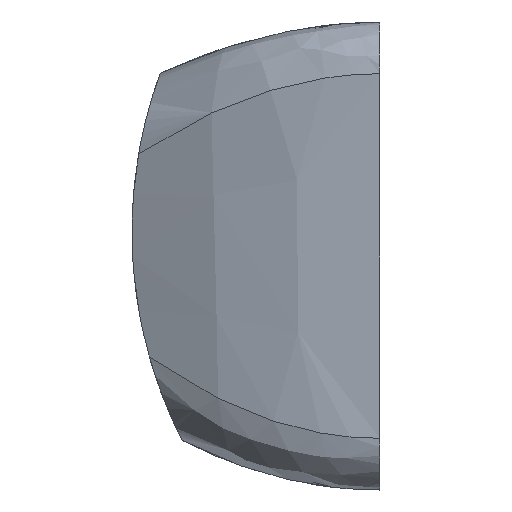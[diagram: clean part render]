
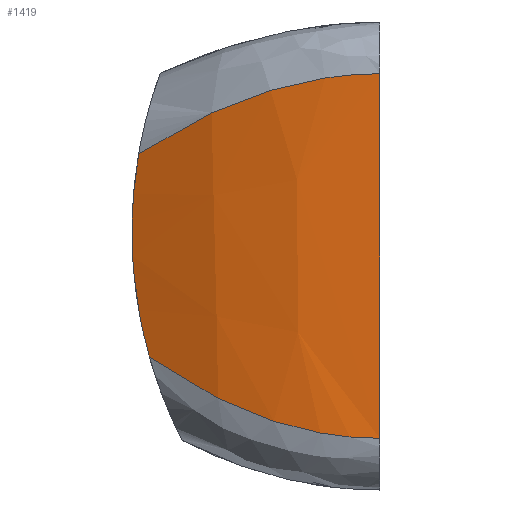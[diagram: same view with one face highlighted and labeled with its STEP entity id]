
A CAD part, left-side view. The second image highlights one B-rep face of the part: STEP entity #1419.
In plain terms, the highlighted free-form (B-spline) face has degree [3, 3] with [4, 4] control points.
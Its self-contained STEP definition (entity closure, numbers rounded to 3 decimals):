
#118=LINE('',#3055,#239);
#121=LINE('',#3061,#242);
#239=VECTOR('',#1620,10.);
#242=VECTOR('',#1627,10.);
#387=FACE_OUTER_BOUND('',#465,.T.);
#465=EDGE_LOOP('',(#1057,#1058,#1059,#1060,#1061,#1062));
#561=B_SPLINE_CURVE_WITH_KNOTS('',3,(#2877,#2878,#2879,#2880),
 .UNSPECIFIED.,.F.,.F.,(4,4),(-0.479,0.),.UNSPECIFIED.);
#563=B_SPLINE_CURVE_WITH_KNOTS('',3,(#2897,#2898,#2899,#2900,#2901,#2902),
 .UNSPECIFIED.,.F.,.F.,(4,2,4),(-0.339,-0.153,0.),
 .UNSPECIFIED.);
#570=B_SPLINE_CURVE_WITH_KNOTS('',3,(#2970,#2971,#2972,#2973),
 .UNSPECIFIED.,.F.,.F.,(4,4),(0.043,1.),.UNSPECIFIED.);
#575=B_SPLINE_CURVE_WITH_KNOTS('',3,(#3079,#3080,#3081,#3082),
 .UNSPECIFIED.,.F.,.F.,(4,4),(0.05,1.),.UNSPECIFIED.);
#605=VERTEX_POINT('',#2607);
#611=VERTEX_POINT('',#2875);
#612=VERTEX_POINT('',#2882);
#614=VERTEX_POINT('',#2896);
#621=VERTEX_POINT('',#2968);
#626=VERTEX_POINT('',#3054);
#768=EDGE_CURVE('',#605,#611,#561,.T.);
#770=EDGE_CURVE('',#614,#612,#563,.T.);
#779=EDGE_CURVE('',#612,#621,#570,.T.);
#787=EDGE_CURVE('',#626,#621,#118,.T.);
#791=EDGE_CURVE('',#611,#614,#121,.T.);
#793=EDGE_CURVE('',#605,#626,#575,.T.);
#1057=ORIENTED_EDGE('',*,*,#770,.T.);
#1058=ORIENTED_EDGE('',*,*,#779,.T.);
#1059=ORIENTED_EDGE('',*,*,#787,.F.);
#1060=ORIENTED_EDGE('',*,*,#793,.F.);
#1061=ORIENTED_EDGE('',*,*,#768,.T.);
#1062=ORIENTED_EDGE('',*,*,#791,.T.);
#1396=B_SPLINE_SURFACE_WITH_KNOTS('',3,3,((#3063,#3064,#3065,#3066),(#3067,
#3068,#3069,#3070),(#3071,#3072,#3073,#3074),(#3075,#3076,#3077,#3078)),
 .UNSPECIFIED.,.F.,.F.,.F.,(4,4),(4,4),(0.,1.),(0.,1.),.UNSPECIFIED.);
#1419=ADVANCED_FACE('',(#387),#1396,.T.);
#1620=DIRECTION('',(0.,0.,-1.));
#1627=DIRECTION('',(0.,-0.07,-0.998));
#2607=CARTESIAN_POINT('',(2.439,9.333,13.001));
#2875=CARTESIAN_POINT('',(2.7,9.567,9.05));
#2877=CARTESIAN_POINT('Ctrl Pts',(2.439,9.333,13.001));
#2878=CARTESIAN_POINT('Ctrl Pts',(2.56,9.505,12.008));
#2879=CARTESIAN_POINT('Ctrl Pts',(2.685,9.652,10.645));
#2880=CARTESIAN_POINT('Ctrl Pts',(2.7,9.567,9.05));
#2882=CARTESIAN_POINT('',(2.473,8.915,5.143));
#2896=CARTESIAN_POINT('',(2.7,9.526,8.458));
#2897=CARTESIAN_POINT('Ctrl Pts',(2.7,9.526,8.458));
#2898=CARTESIAN_POINT('Ctrl Pts',(2.694,9.472,7.842));
#2899=CARTESIAN_POINT('Ctrl Pts',(2.67,9.387,7.231));
#2900=CARTESIAN_POINT('Ctrl Pts',(2.588,9.172,6.125));
#2901=CARTESIAN_POINT('Ctrl Pts',(2.537,9.054,5.631));
#2902=CARTESIAN_POINT('Ctrl Pts',(2.473,8.915,5.143));
#2968=CARTESIAN_POINT('',(0.,0.,2.));
#2970=CARTESIAN_POINT('Ctrl Pts',(2.473,8.915,5.143));
#2971=CARTESIAN_POINT('Ctrl Pts',(0.824,5.95,3.048));
#2972=CARTESIAN_POINT('Ctrl Pts',(0.,3.052,
2.));
#2973=CARTESIAN_POINT('Ctrl Pts',(0.,0.,
2.));
#3054=CARTESIAN_POINT('',(0.,0.,16.1));
#3055=CARTESIAN_POINT('',(0.,0.,16.1));
#3061=CARTESIAN_POINT('',(2.7,9.82,12.669));
#3063=CARTESIAN_POINT('Ctrl Pts',(2.7,9.82,12.669));
#3064=CARTESIAN_POINT('Ctrl Pts',(0.9,6.547,14.956));
#3065=CARTESIAN_POINT('Ctrl Pts',(0.,3.189,
16.1));
#3066=CARTESIAN_POINT('Ctrl Pts',(0.,0.,16.1));
#3067=CARTESIAN_POINT('Ctrl Pts',(2.7,9.722,11.259));
#3068=CARTESIAN_POINT('Ctrl Pts',(0.939,6.481,13.324));
#3069=CARTESIAN_POINT('Ctrl Pts',(0.,3.189,
15.053));
#3070=CARTESIAN_POINT('Ctrl Pts',(0.,0.,15.053));
#3071=CARTESIAN_POINT('Ctrl Pts',(2.7,9.413,6.841));
#3072=CARTESIAN_POINT('Ctrl Pts',(0.939,6.275,4.776));
#3073=CARTESIAN_POINT('Ctrl Pts',(0.,3.189,
3.047));
#3074=CARTESIAN_POINT('Ctrl Pts',(0.,0.,3.047));
#3075=CARTESIAN_POINT('Ctrl Pts',(2.7,9.314,5.431));
#3076=CARTESIAN_POINT('Ctrl Pts',(0.9,6.209,3.144));
#3077=CARTESIAN_POINT('Ctrl Pts',(0.,3.189,
2.));
#3078=CARTESIAN_POINT('Ctrl Pts',(0.,0.,2.));
#3079=CARTESIAN_POINT('Ctrl Pts',(2.439,9.333,13.001));
#3080=CARTESIAN_POINT('Ctrl Pts',(0.813,6.214,15.067));
#3081=CARTESIAN_POINT('Ctrl Pts',(0.,3.031,
16.1));
#3082=CARTESIAN_POINT('Ctrl Pts',(0.,0.,16.1));
